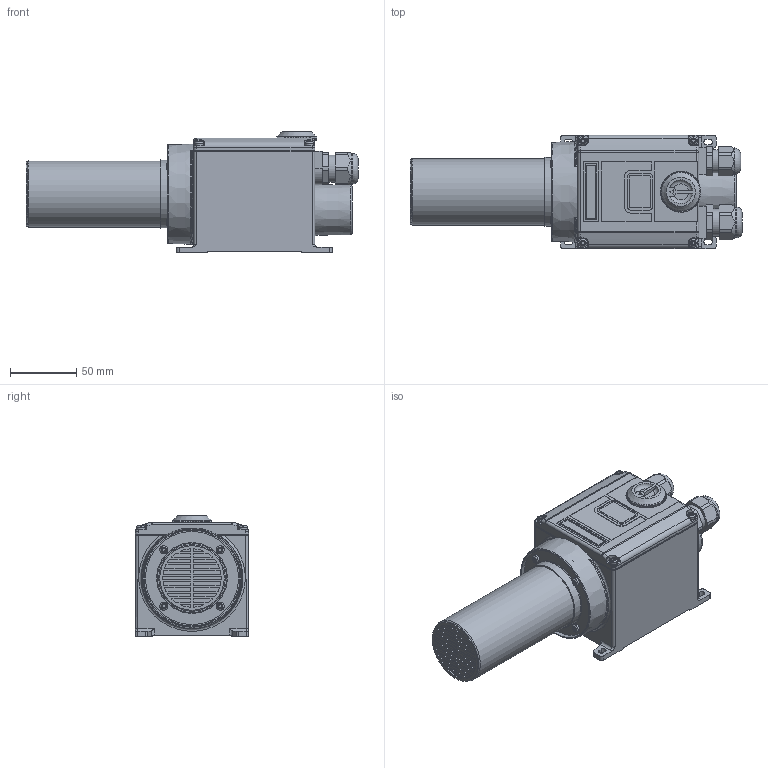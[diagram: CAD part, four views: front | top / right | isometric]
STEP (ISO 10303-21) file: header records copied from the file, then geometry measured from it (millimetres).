
FILE_DESCRIPTION( ( 'Unknown' ), '1' );
FILE_NAME( 'LHS PREMIUM 41S.stp', 'Unknown', ( 'Unknown' ), ( 'Unknown' ), 'PSStep 10.0', 'Unknown', ' ' );
FILE_SCHEMA( ( 'AUTOMOTIVE_DESIGN { 1 0 10303 214 1 1 1 1 }' ) );
Length unit declared in the file: millimetre
Products named in the file (1): LHS41SPREMIUM_SW0001
Bounding box: 249.7 x 85.53 x 91 mm (x, y, z)
Volume: 980239.2 mm3; surface area: 87652.8 mm2
Topology: 1 solids, 1 shells, 938 faces, 2536 edges, 1660 vertices
Faces by surface type: plane 447, cylinder 409, torus 47, bspline 23, cone 12
Full cylindrical faces by diameter (mm): 5.5 x4, 6.1 x8, 10 x1, 13.5 x1, 17.5 x1, 20.6 x1, 23 x1, 30.291 x1, 48.5 x1, 50 x1, 52 x1, 70 x1, 72 x1
Entity records: 40717 total; most frequent: CARTESIAN_POINT 9586, ORIENTED_EDGE 4960, DIRECTION 4944, EDGE_CURVE 2480, AXIS2_PLACEMENT_3D 1825, VERTEX_POINT 1649, LINE 1294, VECTOR 1294
